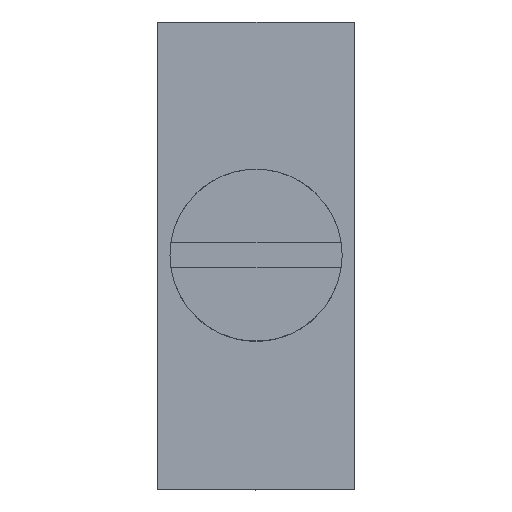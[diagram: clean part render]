
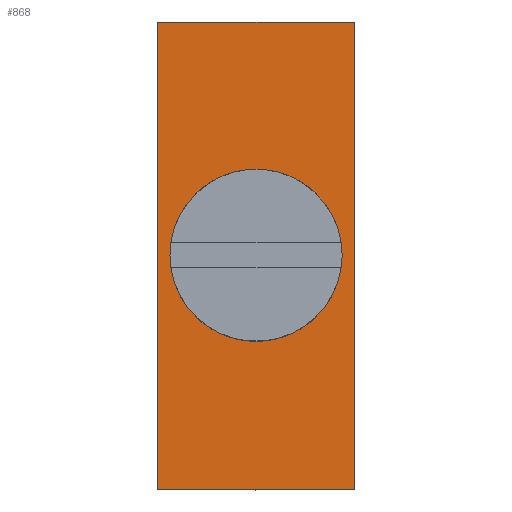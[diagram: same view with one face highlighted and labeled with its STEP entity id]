
A CAD part, top view. The second image highlights one B-rep face of the part: STEP entity #868.
In plain terms, the highlighted planar face has unit normal (0, 0, 1).
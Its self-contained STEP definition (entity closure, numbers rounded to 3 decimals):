
#837=AXIS2_PLACEMENT_3D('Plane Axis2P3D',#834,#835,#836) ;
#852=AXIS2_PLACEMENT_3D('Circle Axis2P3D',#850,#851,$) ;
#861=AXIS2_PLACEMENT_3D('Circle Axis2P3D',#859,#860,$) ;
#281=CARTESIAN_POINT('Vertex',(8.,0.,19.523)) ;
#284=CARTESIAN_POINT('Line Origine',(4.,0.,19.523)) ;
#288=CARTESIAN_POINT('Vertex',(0.,0.,19.523)) ;
#376=CARTESIAN_POINT('Vertex',(0.,19.,19.523)) ;
#379=CARTESIAN_POINT('Line Origine',(4.,19.,19.523)) ;
#383=CARTESIAN_POINT('Vertex',(8.,19.,19.523)) ;
#822=CARTESIAN_POINT('Line Origine',(8.,9.5,19.523)) ;
#834=CARTESIAN_POINT('Axis2P3D Location',(0.,0.,19.523)) ;
#839=CARTESIAN_POINT('Line Origine',(0.,9.5,19.523)) ;
#850=CARTESIAN_POINT('Axis2P3D Location',(4.,9.5,19.523)) ;
#854=CARTESIAN_POINT('Vertex',(6.,9.5,19.523)) ;
#856=CARTESIAN_POINT('Vertex',(2.,9.5,19.523)) ;
#859=CARTESIAN_POINT('Axis2P3D Location',(4.,9.5,19.523)) ;
#285=DIRECTION('Vector Direction',(1.,0.,0.)) ;
#380=DIRECTION('Vector Direction',(1.,0.,0.)) ;
#823=DIRECTION('Vector Direction',(0.,1.,0.)) ;
#835=DIRECTION('Axis2P3D Direction',(0.,0.,1.)) ;
#836=DIRECTION('Axis2P3D XDirection',(1.,0.,0.)) ;
#840=DIRECTION('Vector Direction',(0.,1.,0.)) ;
#851=DIRECTION('Axis2P3D Direction',(0.,0.,1.)) ;
#860=DIRECTION('Axis2P3D Direction',(0.,0.,1.)) ;
#286=VECTOR('Line Direction',#285,1.) ;
#381=VECTOR('Line Direction',#380,1.) ;
#824=VECTOR('Line Direction',#823,1.) ;
#841=VECTOR('Line Direction',#840,1.) ;
#845=ORIENTED_EDGE('',*,*,#843,.F.) ;
#846=ORIENTED_EDGE('',*,*,#290,.T.) ;
#847=ORIENTED_EDGE('',*,*,#826,.T.) ;
#848=ORIENTED_EDGE('',*,*,#385,.F.) ;
#865=ORIENTED_EDGE('',*,*,#858,.F.) ;
#866=ORIENTED_EDGE('',*,*,#863,.F.) ;
#867=FACE_BOUND('',#864,.T.) ;
#868=ADVANCED_FACE('V1',(#849,#867),#838,.T.) ;
#853=CIRCLE('generated circle',#852,2.) ;
#862=CIRCLE('generated circle',#861,2.) ;
#290=EDGE_CURVE('',#289,#282,#287,.T.) ;
#385=EDGE_CURVE('',#377,#384,#382,.T.) ;
#826=EDGE_CURVE('',#282,#384,#825,.T.) ;
#843=EDGE_CURVE('',#289,#377,#842,.T.) ;
#858=EDGE_CURVE('',#855,#857,#853,.T.) ;
#863=EDGE_CURVE('',#857,#855,#862,.T.) ;
#844=EDGE_LOOP('',(#845,#846,#847,#848)) ;
#864=EDGE_LOOP('',(#865,#866)) ;
#849=FACE_OUTER_BOUND('',#844,.T.) ;
#287=LINE('Line',#284,#286) ;
#382=LINE('Line',#379,#381) ;
#825=LINE('Line',#822,#824) ;
#842=LINE('Line',#839,#841) ;
#838=PLANE('',#837) ;
#282=VERTEX_POINT('',#281) ;
#289=VERTEX_POINT('',#288) ;
#377=VERTEX_POINT('',#376) ;
#384=VERTEX_POINT('',#383) ;
#855=VERTEX_POINT('',#854) ;
#857=VERTEX_POINT('',#856) ;
